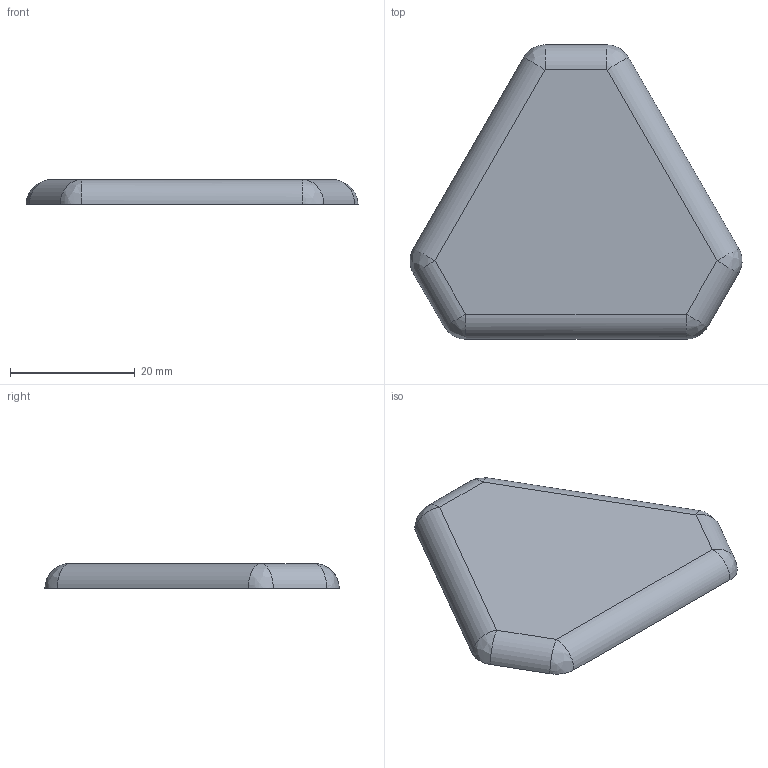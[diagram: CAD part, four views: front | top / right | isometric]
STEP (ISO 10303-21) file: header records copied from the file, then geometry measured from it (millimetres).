
FILE_DESCRIPTION (( 'STEP AP203' ), '1' );
FILE_NAME ('281005037_c_1.STEP', '2022-11-07T18:15:57', ( '' ), ( '' ), 'SwSTEP 2.0', 'SolidWorks 2014', '' );
FILE_SCHEMA (( 'CONFIG_CONTROL_DESIGN' ));
Length unit declared in the file: millimetre
Products named in the file (1): 281005037_c_1
Bounding box: 53.25 x 47.2 x 4 mm (x, y, z)
Volume: 3649.6 mm3; surface area: 4226.5 mm2
Topology: 1 solids, 1 shells, 21 faces, 54 edges, 30 vertices
Faces by surface type: plane 9, bspline 6, cylinder 6
Entity records: 789 total; most frequent: CARTESIAN_POINT 265, ORIENTED_EDGE 96, DIRECTION 84, EDGE_CURVE 48, VERTEX_POINT 30, LINE 30, VECTOR 30, AXIS2_PLACEMENT_3D 27
